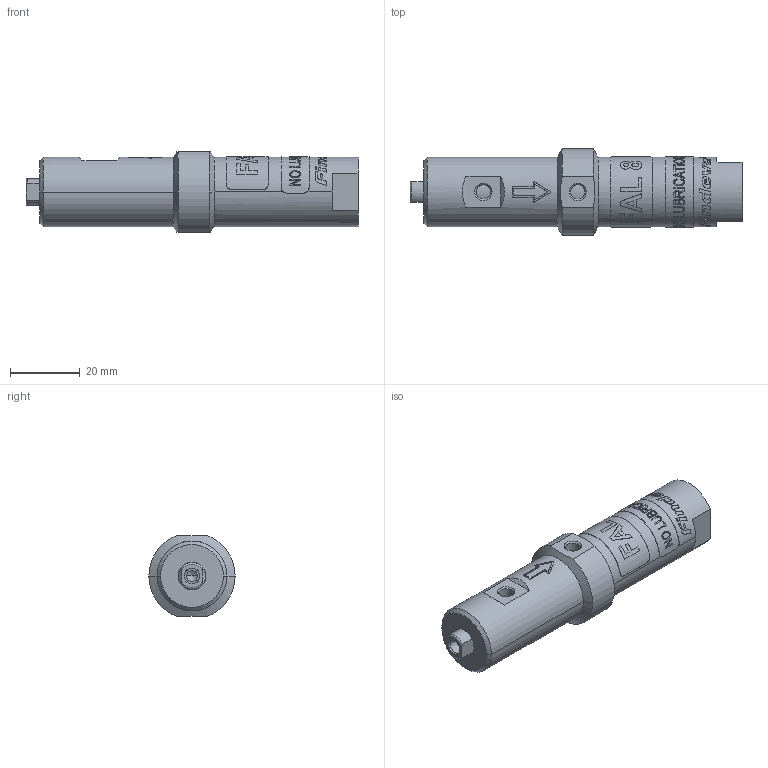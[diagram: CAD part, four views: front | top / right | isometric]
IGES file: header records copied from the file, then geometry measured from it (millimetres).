
Global section: file name: No Iges File Name specified; native system: Autodesk Inventor 2011; preprocessor: AutoDesk Inventor Iges Exporter R2011; author: Petr; date: 20120402.233208; units: millimetre
Bounding box: 95 x 24.7 x 23 mm (x, y, z)
Volume: 29668.3 mm3; surface area: 7272.7 mm2
Topology: 1 solids, 1 shells, 439 faces, 1143 edges, 755 vertices
Faces by surface type: bspline 189, plane 171, cylinder 63, cone 8, revolution 6, torus 2
